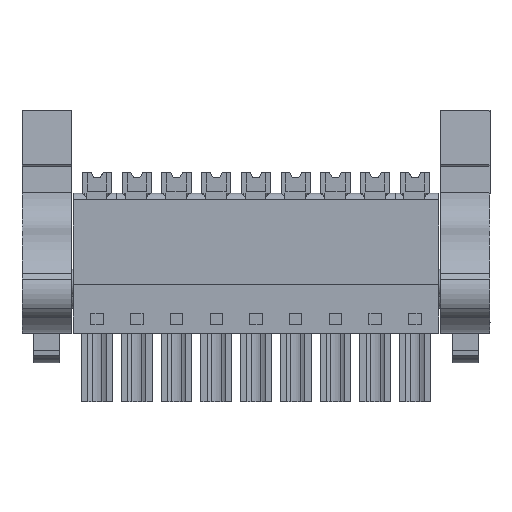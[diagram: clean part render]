
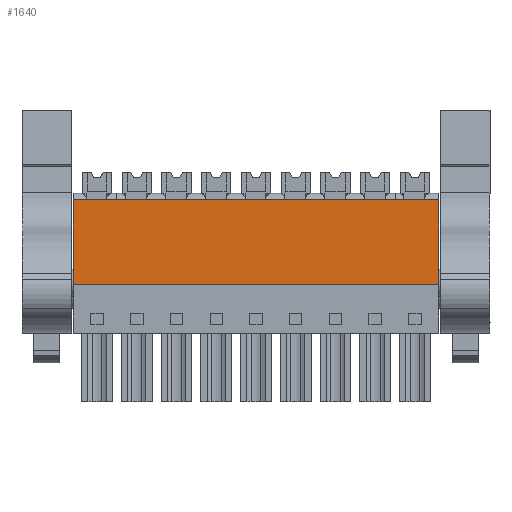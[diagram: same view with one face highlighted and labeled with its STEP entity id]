
A CAD part, front view. The second image highlights one B-rep face of the part: STEP entity #1640.
In plain terms, the highlighted planar face has unit normal (0, -1, 0).
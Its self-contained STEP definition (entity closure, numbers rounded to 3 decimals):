
#1620=AXIS2_PLACEMENT_3D('Plane Axis2P3D',#1617,#1618,#1619) ;
#77=CARTESIAN_POINT('Vertex',(4.9,2.029,11.25)) ;
#80=CARTESIAN_POINT('Line Origine',(4.9,2.029,15.325)) ;
#84=CARTESIAN_POINT('Vertex',(4.9,2.029,19.4)) ;
#1601=CARTESIAN_POINT('Vertex',(39.98,2.029,11.25)) ;
#1604=CARTESIAN_POINT('Line Origine',(22.44,2.029,11.25)) ;
#1617=CARTESIAN_POINT('Axis2P3D Location',(23.85,2.029,19.4)) ;
#1622=CARTESIAN_POINT('Line Origine',(39.98,2.029,15.325)) ;
#1626=CARTESIAN_POINT('Vertex',(39.98,2.029,19.4)) ;
#1629=CARTESIAN_POINT('Line Origine',(22.44,2.029,19.4)) ;
#81=DIRECTION('Vector Direction',(0.,0.,1.)) ;
#1605=DIRECTION('Vector Direction',(1.,0.,0.)) ;
#1618=DIRECTION('Axis2P3D Direction',(0.,-1.,0.)) ;
#1619=DIRECTION('Axis2P3D XDirection',(0.,0.,-1.)) ;
#1623=DIRECTION('Vector Direction',(0.,0.,-1.)) ;
#1630=DIRECTION('Vector Direction',(1.,0.,0.)) ;
#82=VECTOR('Line Direction',#81,1.) ;
#1606=VECTOR('Line Direction',#1605,1.) ;
#1624=VECTOR('Line Direction',#1623,1.) ;
#1631=VECTOR('Line Direction',#1630,1.) ;
#1635=ORIENTED_EDGE('',*,*,#1608,.T.) ;
#1636=ORIENTED_EDGE('',*,*,#1628,.F.) ;
#1637=ORIENTED_EDGE('',*,*,#1633,.F.) ;
#1638=ORIENTED_EDGE('',*,*,#86,.F.) ;
#1640=ADVANCED_FACE('HOUSING',(#1639),#1621,.T.) ;
#86=EDGE_CURVE('',#78,#85,#83,.T.) ;
#1608=EDGE_CURVE('',#78,#1602,#1607,.T.) ;
#1628=EDGE_CURVE('',#1627,#1602,#1625,.T.) ;
#1633=EDGE_CURVE('',#85,#1627,#1632,.T.) ;
#1634=EDGE_LOOP('',(#1635,#1636,#1637,#1638)) ;
#1639=FACE_OUTER_BOUND('',#1634,.T.) ;
#83=LINE('Line',#80,#82) ;
#1607=LINE('Line',#1604,#1606) ;
#1625=LINE('Line',#1622,#1624) ;
#1632=LINE('Line',#1629,#1631) ;
#1621=PLANE('',#1620) ;
#78=VERTEX_POINT('',#77) ;
#85=VERTEX_POINT('',#84) ;
#1602=VERTEX_POINT('',#1601) ;
#1627=VERTEX_POINT('',#1626) ;
